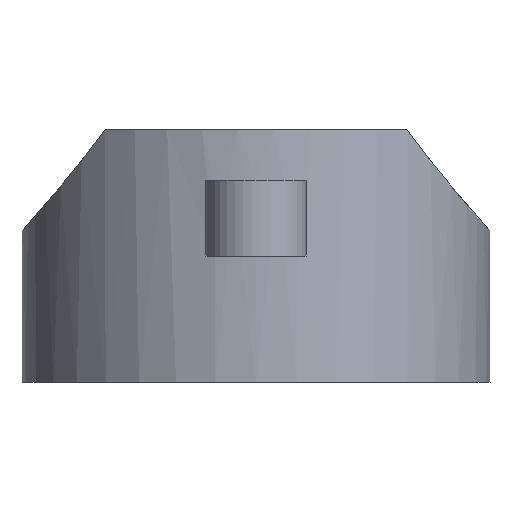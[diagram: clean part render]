
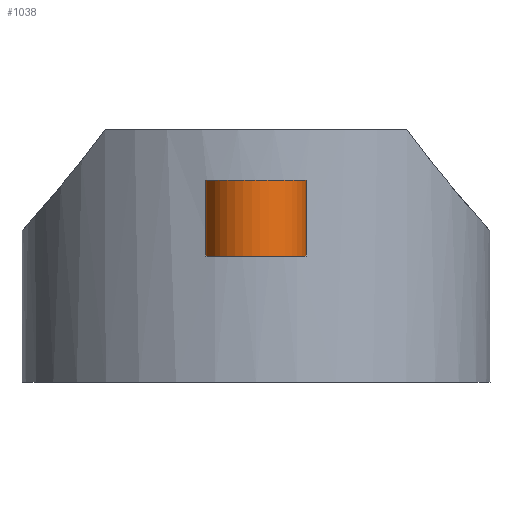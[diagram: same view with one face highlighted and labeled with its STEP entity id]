
A CAD part, left-side view. The second image highlights one B-rep face of the part: STEP entity #1038.
In plain terms, the highlighted cylindrical face has radius 4 mm (diameter 8 mm), a partial arc.
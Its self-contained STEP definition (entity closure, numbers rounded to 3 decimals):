
#262 = VERTEX_POINT('',#263);
#263 = CARTESIAN_POINT('',(-18.207,3.278,10.));
#271 = VERTEX_POINT('',#272);
#272 = CARTESIAN_POINT('',(-18.207,-3.278,10.));
#279 = EDGE_CURVE('',#280,#271,#282,.T.);
#280 = VERTEX_POINT('',#281);
#281 = CARTESIAN_POINT('',(-18.207,-3.278,16.));
#282 = LINE('',#283,#284);
#283 = CARTESIAN_POINT('',(-18.207,-3.278,0.));
#284 = VECTOR('',#285,1.);
#285 = DIRECTION('',(-0.,-0.,-1.));
#297 = VERTEX_POINT('',#298);
#298 = CARTESIAN_POINT('',(-18.207,3.278,16.));
#305 = EDGE_CURVE('',#297,#262,#306,.T.);
#306 = LINE('',#307,#308);
#307 = CARTESIAN_POINT('',(-18.207,3.278,0.));
#308 = VECTOR('',#309,1.);
#309 = DIRECTION('',(-0.,-0.,-1.));
#1017 = EDGE_CURVE('',#262,#271,#1018,.T.);
#1018 = CIRCLE('',#1019,4.);
#1019 = AXIS2_PLACEMENT_3D('',#1020,#1021,#1022);
#1020 = CARTESIAN_POINT('',(-20.5,0.,10.));
#1021 = DIRECTION('',(0.,0.,1.));
#1022 = DIRECTION('',(1.,0.,0.));
#1038 = ADVANCED_FACE('',(#1039),#1051,.T.);
#1039 = FACE_BOUND('',#1040,.F.);
#1040 = EDGE_LOOP('',(#1041,#1042,#1043,#1050));
#1041 = ORIENTED_EDGE('',*,*,#1017,.F.);
#1042 = ORIENTED_EDGE('',*,*,#305,.F.);
#1043 = ORIENTED_EDGE('',*,*,#1044,.T.);
#1044 = EDGE_CURVE('',#297,#280,#1045,.T.);
#1045 = CIRCLE('',#1046,4.);
#1046 = AXIS2_PLACEMENT_3D('',#1047,#1048,#1049);
#1047 = CARTESIAN_POINT('',(-20.5,0.,16.));
#1048 = DIRECTION('',(0.,0.,1.));
#1049 = DIRECTION('',(1.,0.,0.));
#1050 = ORIENTED_EDGE('',*,*,#279,.T.);
#1051 = CYLINDRICAL_SURFACE('',#1052,4.);
#1052 = AXIS2_PLACEMENT_3D('',#1053,#1054,#1055);
#1053 = CARTESIAN_POINT('',(-20.5,0.,10.));
#1054 = DIRECTION('',(-0.,-0.,-1.));
#1055 = DIRECTION('',(1.,0.,0.));
